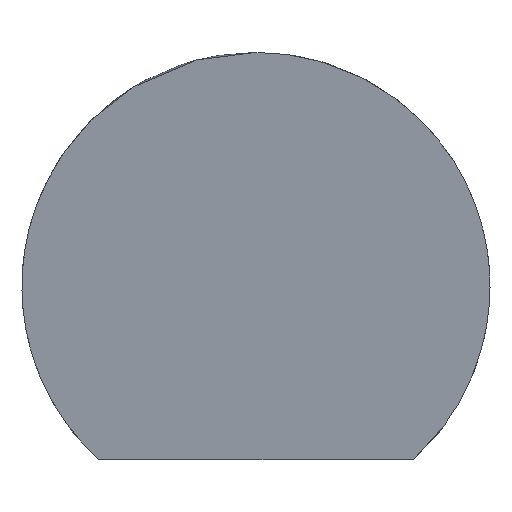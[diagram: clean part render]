
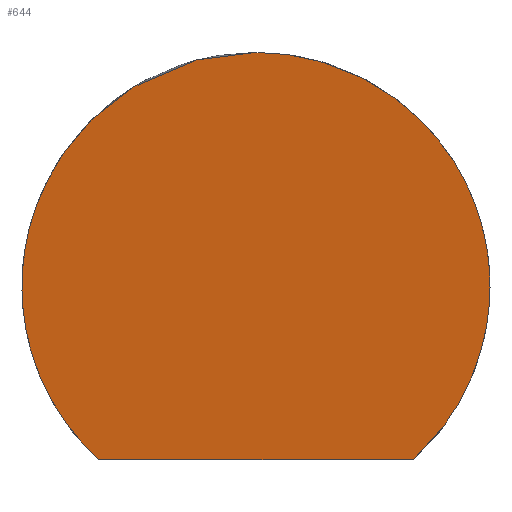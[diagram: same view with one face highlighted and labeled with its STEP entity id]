
A CAD part, left-side view. The second image highlights one B-rep face of the part: STEP entity #644.
In plain terms, the highlighted planar face has unit normal (-0.5, -0.866, 0).
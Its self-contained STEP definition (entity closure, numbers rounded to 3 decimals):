
#34 =( BOUNDED_CURVE ( )  B_SPLINE_CURVE ( 3, ( #502, #850, #935, #431 ),
 .UNSPECIFIED., .F., .F. ) 
 B_SPLINE_CURVE_WITH_KNOTS ( ( 4, 4 ),
 ( 2.309, 4.712 ),
 .UNSPECIFIED. ) 
 CURVE ( )  GEOMETRIC_REPRESENTATION_ITEM ( )  RATIONAL_B_SPLINE_CURVE ( ( 1., 0.574, 0.574, 1. ) ) 
 REPRESENTATION_ITEM ( '' )  );
#41 = CARTESIAN_POINT ( 'NONE',  ( -20.301, 2.949, -0.022 ) ) ;
#89 = EDGE_CURVE ( 'NONE', #535, #456, #246, .T. ) ;
#102 = CARTESIAN_POINT ( 'NONE',  ( -19.146, 2.283, -2. ) ) ;
#246 = LINE ( 'NONE', #395, #815 ) ;
#278 = EDGE_CURVE ( 'NONE', #456, #451, #34, .T. ) ;
#318 = CARTESIAN_POINT ( 'NONE',  ( -15.192, 0., 2. ) ) ;
#323 = ORIENTED_EDGE ( 'NONE', *, *, #866, .T. ) ;
#394 =( BOUNDED_CURVE ( )  B_SPLINE_CURVE ( 3, ( #318, #558, #41, #401 ),
 .UNSPECIFIED., .F., .T. ) 
 B_SPLINE_CURVE_WITH_KNOTS ( ( 4, 4 ),
 ( 4.712, 7.116 ),
 .UNSPECIFIED. ) 
 CURVE ( )  GEOMETRIC_REPRESENTATION_ITEM ( )  RATIONAL_B_SPLINE_CURVE ( ( 1., 0.574, 0.574, 1. ) ) 
 REPRESENTATION_ITEM ( '' )  );
#395 = CARTESIAN_POINT ( 'NONE',  ( -19.146, 2.283, -1.48 ) ) ;
#401 = CARTESIAN_POINT ( 'NONE',  ( -17.522, 1.345, -1.48 ) ) ;
#417 = DIRECTION ( 'NONE',  ( 0.866, -0.5, 0. ) ) ;
#420 = AXIS2_PLACEMENT_3D ( 'NONE', #102, #517, #521 ) ;
#431 = CARTESIAN_POINT ( 'NONE',  ( -15.192, 0., 2. ) ) ;
#436 = ORIENTED_EDGE ( 'NONE', *, *, #89, .T. ) ;
#451 = VERTEX_POINT ( 'NONE', #652 ) ;
#456 = VERTEX_POINT ( 'NONE', #859 ) ;
#459 = PLANE ( 'NONE',  #420 ) ;
#502 = CARTESIAN_POINT ( 'NONE',  ( -12.862, -1.345, -1.48 ) ) ;
#517 = DIRECTION ( 'NONE',  ( -0.5, -0.866, 0. ) ) ;
#521 = DIRECTION ( 'NONE',  ( 0.866, -0.5, 0. ) ) ;
#535 = VERTEX_POINT ( 'NONE', #801 ) ;
#558 = CARTESIAN_POINT ( 'NONE',  ( -18.947, 2.168, 2. ) ) ;
#630 = ORIENTED_EDGE ( 'NONE', *, *, #278, .T. ) ;
#644 = ADVANCED_FACE ( 'NONE', ( #692 ), #459, .T. ) ;
#652 = CARTESIAN_POINT ( 'NONE',  ( -15.192, 0., 2. ) ) ;
#692 = FACE_OUTER_BOUND ( 'NONE', #709, .T. ) ;
#709 = EDGE_LOOP ( 'NONE', ( #630, #323, #436 ) ) ;
#801 = CARTESIAN_POINT ( 'NONE',  ( -17.522, 1.345, -1.48 ) ) ;
#815 = VECTOR ( 'NONE', #417, 1000. ) ;
#850 = CARTESIAN_POINT ( 'NONE',  ( -10.084, -2.949, -0.022 ) ) ;
#859 = CARTESIAN_POINT ( 'NONE',  ( -12.862, -1.345, -1.48 ) ) ;
#866 = EDGE_CURVE ( 'NONE', #451, #535, #394, .T. ) ;
#935 = CARTESIAN_POINT ( 'NONE',  ( -11.438, -2.168, 2. ) ) ;
